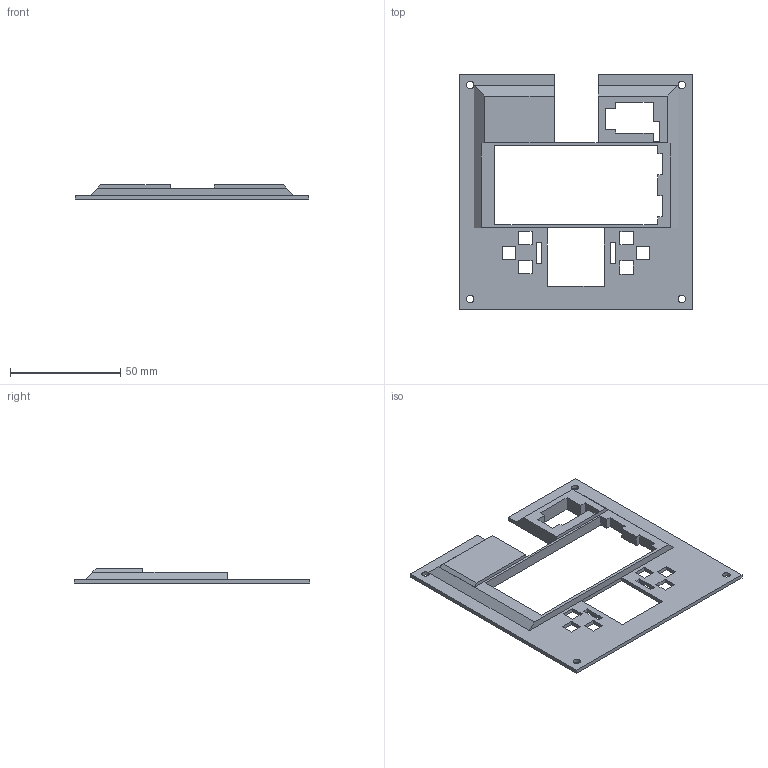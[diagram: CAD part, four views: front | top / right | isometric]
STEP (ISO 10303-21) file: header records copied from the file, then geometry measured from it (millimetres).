
FILE_DESCRIPTION(/* description */ ('','CAx-IF Rec.Pracs.---Representation and Presentation of Product Manufacturing Information (PMI)---4.0---2014-10-13'),/* implementation_level */ '2;1');
FILE_NAME(/* name */ 'top.step',/* time_stamp */ '2025-02-15T09:47:30-05:00',/* author */ (''),/* organization */ (''),/* preprocessor_version */ 'ST-DEVELOPER v20',/* originating_system */ 'Autodesk Translation Framework v13.20.0.188',/* authorisation */ '');
FILE_SCHEMA (('AP242_MANAGED_MODEL_BASED_3D_ENGINEERING_MIM_LF { 1 0 10303 442 1 1 4 }'));
Length unit declared in the file: centimetre
Products named in the file (1): (Unsaved)
Bounding box: 106 x 107 x 6.55 mm (x, y, z)
Volume: 20342.6 mm3; surface area: 17599.2 mm2
Topology: 1 solids, 1 shells, 90 faces, 261 edges, 173 vertices
Faces by surface type: plane 86, cylinder 4
Full cylindrical faces by diameter (mm): 3.4 x4
Entity records: 2991 total; most frequent: CARTESIAN_POINT 525, ORIENTED_EDGE 522, DIRECTION 451, EDGE_CURVE 261, LINE 253, VECTOR 253, VERTEX_POINT 173, EDGE_LOOP 120
